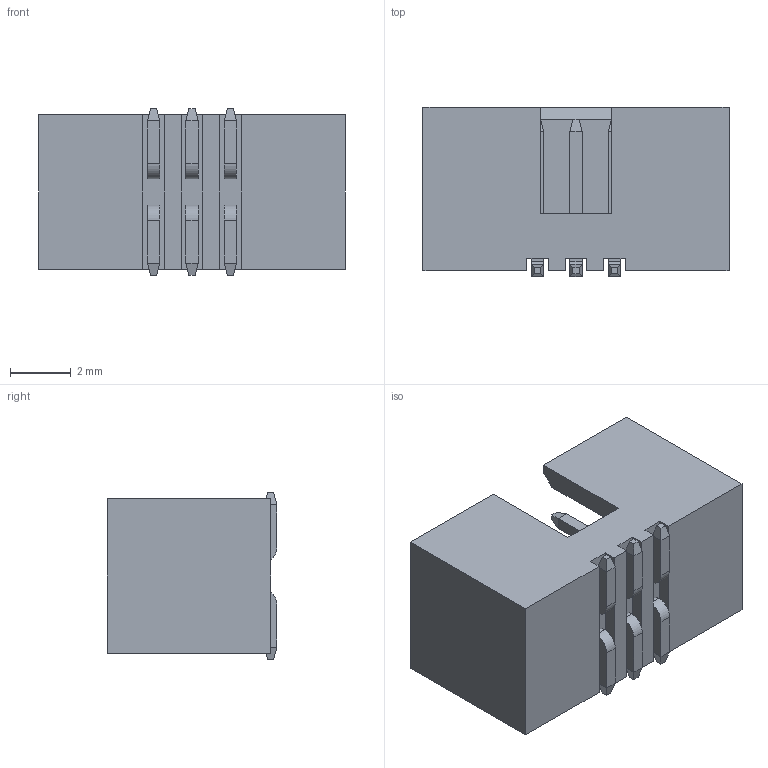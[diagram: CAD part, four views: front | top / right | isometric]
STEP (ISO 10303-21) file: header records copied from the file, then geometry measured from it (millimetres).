
FILE_DESCRIPTION (( 'STEP AP214' ), '1' );
FILE_NAME ('3220-06-0300.STEP', '2017-09-04T07:53:36', ( '' ), ( '' ), 'SwSTEP 2.0', 'SolidWorks 2016', '' );
FILE_SCHEMA (( 'AUTOMOTIVE_DESIGN' ));
Length unit declared in the file: millimetre
Products named in the file (3): 00-T-SMT-6_�� 㬮�砭��; 00-H-6_�� 㬮�砭��; 3220-06-0300
Assembly tree (2 placements, depth 2):
  3220-06-0300
    00-H-6_�� 㬮�砭��
    00-T-SMT-6_�� 㬮�砭��
Bounding box: 10.11 x 5.6 x 5.5 mm (x, y, z)
Volume: 160.1 mm3; surface area: 413.9 mm2
Topology: 7 solids, 7 shells, 139 faces, 323 edges, 198 vertices
Faces by surface type: plane 127, cylinder 12
Entity records: 3980 total; most frequent: CARTESIAN_POINT 665, ORIENTED_EDGE 646, DIRECTION 635, EDGE_CURVE 323, LINE 299, VECTOR 299, VERTEX_POINT 198, AXIS2_PLACEMENT_3D 168
